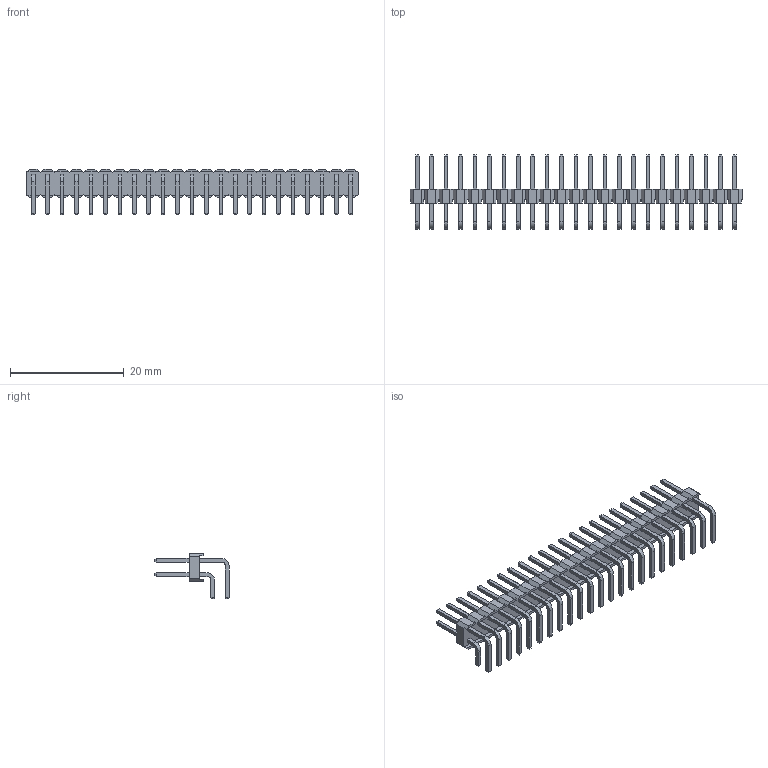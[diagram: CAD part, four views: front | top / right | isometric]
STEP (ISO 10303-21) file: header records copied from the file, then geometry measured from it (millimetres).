
FILE_DESCRIPTION(('STEP AP214'), '1');
FILE_NAME('PLD-R1', '', ('UNSPECIFIED'), ('UNSPECIFIED'), 'ASCON STEP Converter 1.6', 'ASCON Math Kernel', '');
FILE_SCHEMA(('AUTOMOTIVE_DESIGN { 1 0 10303 214 3 1 1}'));
Length unit declared in the file: millimetre
Bounding box: 58.42 x 13.04 x 8.08 mm (x, y, z)
Volume: 803.1 mm3; surface area: 2700.5 mm2
Topology: 1 solids, 1 shells, 1364 faces, 3376 edges, 2128 vertices
Faces by surface type: plane 1272, cylinder 92
Entity records: 50172 total; most frequent: CARTESIAN_POINT 6869, ORIENTED_EDGE 6752, DIRECTION 6290, EDGE_CURVE 3376, LINE 3192, VECTOR 3192, VERTEX_POINT 2128, AXIS2_PLACEMENT_3D 1549
